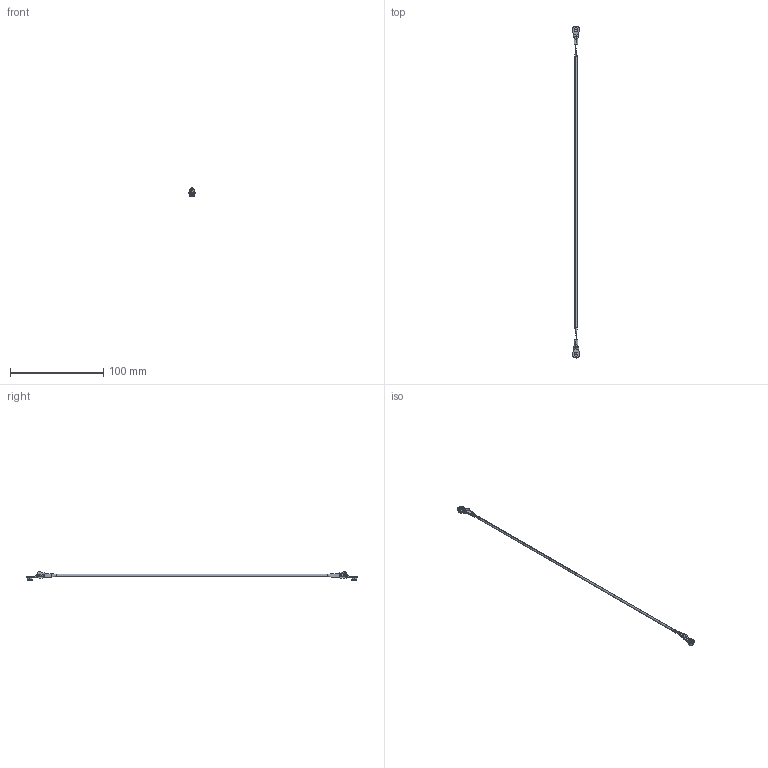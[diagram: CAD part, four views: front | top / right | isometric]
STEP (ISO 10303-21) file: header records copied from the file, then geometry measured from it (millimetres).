
FILE_DESCRIPTION (( 'STEP AP214' ), '1' );
FILE_NAME ('VFTBCSP0101FT.STEP', '2019-01-28T21:05:10', ( 'user' ), ( 'Microsoft' ), 'SwSTEP 2.0', 'SolidWorks 2018', '' );
FILE_SCHEMA (( 'AUTOMOTIVE_DESIGN' ));
Length unit declared in the file: foot
Products named in the file (8): VFTPCSP0101FT_With wire; Cable(Reference)_crimped; VFTPCSP0101FT_HEAD; 10120_(STUD PN261); F18-120_crimped; EYELET PN34; VFTBCSP0101FT
Assembly tree (10 placements, depth 3):
  VFTBCSP0101FT
    VFTPCSP0101FT_HEAD
      EYELET PN34
      F18-120_crimped
      10120_(STUD PN261)
      Cable(Reference)_crimped
    VFTPCSP0101FT_With wire
      EYELET PN34
      F18-120_crimped
      10120_(STUD PN261)
      Cable(Reference)_crimped
Bounding box: 8.03 x 355.84 x 9.19 mm (x, y, z)
Volume: 2462.1 mm3; surface area: 4320.4 mm2
Topology: 8 solids, 8 shells, 200 faces, 484 edges, 308 vertices
Faces by surface type: bspline 80, plane 58, cylinder 50, cone 12
Entity records: 12402 total; most frequent: CARTESIAN_POINT 8877, ORIENTED_EDGE 600, DIRECTION 455, EDGE_CURVE 300, VERTEX_POINT 198, AXIS2_PLACEMENT_3D 193, EDGE_LOOP 144, FACE_OUTER_BOUND 123
